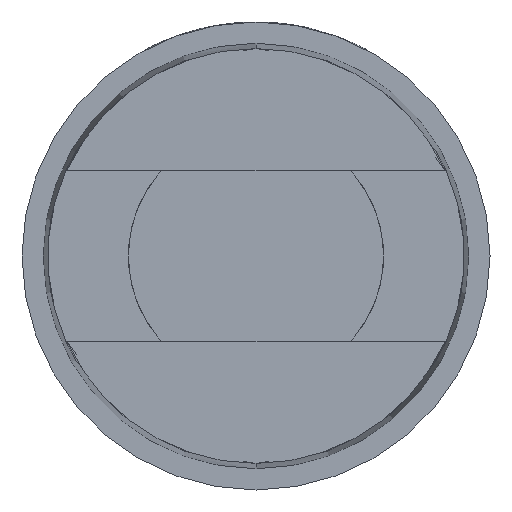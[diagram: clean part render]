
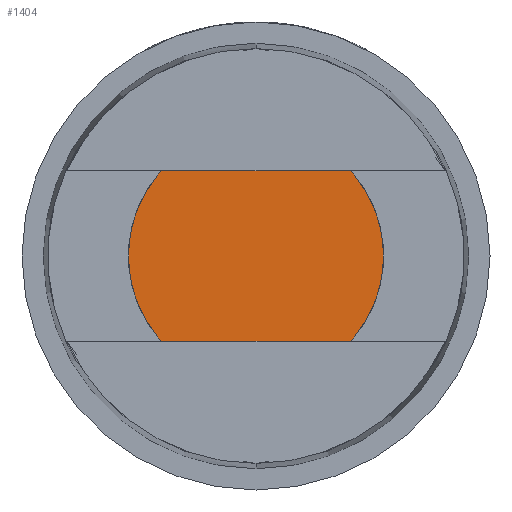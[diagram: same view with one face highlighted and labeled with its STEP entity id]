
A CAD part, front view. The second image highlights one B-rep face of the part: STEP entity #1404.
In plain terms, the highlighted planar face has unit normal (0, -1, 0).
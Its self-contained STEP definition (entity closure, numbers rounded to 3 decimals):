
#34 = EDGE_CURVE ( 'NONE', #2024, #3053, #145, .T. ) ;
#145 = CIRCLE ( 'NONE', #2699, 0.6 ) ;
#171 = AXIS2_PLACEMENT_3D ( 'NONE', #2253, #3274, #689 ) ;
#334 = EDGE_CURVE ( 'NONE', #3053, #2024, #1529, .T. ) ;
#483 = CARTESIAN_POINT ( 'NONE',  ( 0., -43.85, 0. ) ) ;
#689 = DIRECTION ( 'NONE',  ( 0., 0., 1. ) ) ;
#725 = DIRECTION ( 'NONE',  ( 0., 0., -1. ) ) ;
#981 = DIRECTION ( 'NONE',  ( 0., 0., 1. ) ) ;
#1404 = ADVANCED_FACE ( 'NONE', ( #2459 ), #2742, .T. ) ;
#1463 = DIRECTION ( 'NONE',  ( 0., -1., 0. ) ) ;
#1529 = CIRCLE ( 'NONE', #171, 0.6 ) ;
#1672 = ORIENTED_EDGE ( 'NONE', *, *, #34, .T. ) ;
#2024 = VERTEX_POINT ( 'NONE', #3070 ) ;
#2029 = DIRECTION ( 'NONE',  ( 0., -1., 0. ) ) ;
#2094 = ORIENTED_EDGE ( 'NONE', *, *, #334, .T. ) ;
#2253 = CARTESIAN_POINT ( 'NONE',  ( 0., -43.85, 0. ) ) ;
#2459 = FACE_OUTER_BOUND ( 'NONE', #2589, .T. ) ;
#2589 = EDGE_LOOP ( 'NONE', ( #2094, #1672 ) ) ;
#2699 = AXIS2_PLACEMENT_3D ( 'NONE', #483, #2029, #981 ) ;
#2742 = PLANE ( 'NONE',  #3006 ) ;
#2937 = CARTESIAN_POINT ( 'NONE',  ( 0., -43.85, 0.6 ) ) ;
#3006 = AXIS2_PLACEMENT_3D ( 'NONE', #3017, #1463, #725 ) ;
#3017 = CARTESIAN_POINT ( 'NONE',  ( 0., -43.85, 0. ) ) ;
#3053 = VERTEX_POINT ( 'NONE', #2937 ) ;
#3070 = CARTESIAN_POINT ( 'NONE',  ( 0., -43.85, -0.6 ) ) ;
#3274 = DIRECTION ( 'NONE',  ( 0., -1., 0. ) ) ;
